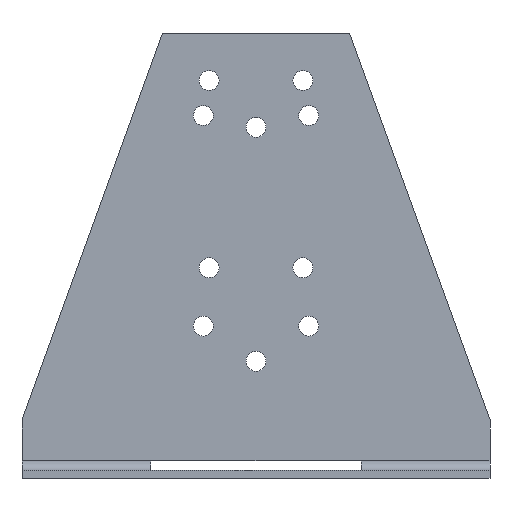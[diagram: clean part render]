
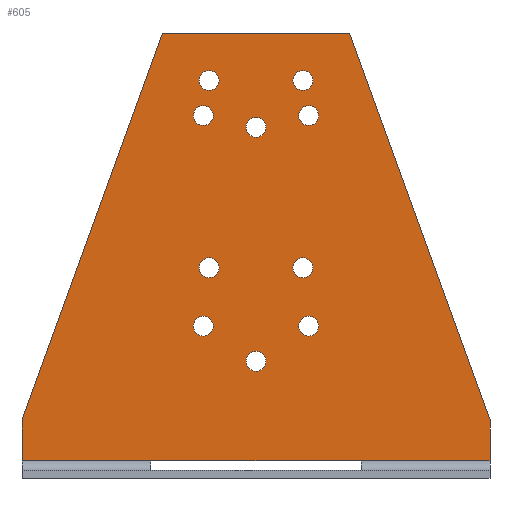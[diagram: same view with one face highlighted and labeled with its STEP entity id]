
A CAD part, front view. The second image highlights one B-rep face of the part: STEP entity #605.
In plain terms, the highlighted planar face has unit normal (0, -1, 0).
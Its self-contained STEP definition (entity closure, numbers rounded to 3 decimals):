
#18=LINE($,#934,#60);
#23=LINE($,#949,#65);
#26=LINE($,#958,#68);
#41=LINE($,#990,#83);
#44=LINE($,#996,#86);
#45=LINE($,#998,#87);
#46=LINE($,#1000,#88);
#47=LINE($,#1001,#89);
#60=VECTOR($,#769,90.);
#65=VECTOR($,#786,55.);
#68=VECTOR($,#795,55.);
#83=VECTOR($,#830,17.5);
#86=VECTOR($,#835,17.5);
#87=VECTOR($,#836,175.57);
#88=VECTOR($,#837,80.);
#89=VECTOR($,#838,175.57);
#109=PLANE($,#674);
#131=FACE_BOUND($,#230,.T.);
#132=FACE_BOUND($,#231,.T.);
#133=FACE_BOUND($,#232,.T.);
#134=FACE_BOUND($,#233,.T.);
#135=FACE_BOUND($,#234,.T.);
#136=FACE_BOUND($,#235,.T.);
#137=FACE_BOUND($,#236,.T.);
#138=FACE_BOUND($,#237,.T.);
#139=FACE_BOUND($,#238,.T.);
#140=FACE_BOUND($,#239,.T.);
#179=FACE_OUTER_BOUND($,#229,.T.);
#229=EDGE_LOOP($,(#509,#510,#511,#512,#513,#514,#515,#516));
#230=EDGE_LOOP($,(#517));
#231=EDGE_LOOP($,(#518));
#232=EDGE_LOOP($,(#519));
#233=EDGE_LOOP($,(#520));
#234=EDGE_LOOP($,(#521));
#235=EDGE_LOOP($,(#522));
#236=EDGE_LOOP($,(#523));
#237=EDGE_LOOP($,(#524));
#238=EDGE_LOOP($,(#525));
#239=EDGE_LOOP($,(#526));
#256=CIRCLE($,#616,4.25);
#258=CIRCLE($,#619,4.25);
#260=CIRCLE($,#622,4.25);
#262=CIRCLE($,#625,4.25);
#264=CIRCLE($,#628,4.25);
#266=CIRCLE($,#631,4.25);
#272=CIRCLE($,#640,4.25);
#274=CIRCLE($,#643,4.25);
#276=CIRCLE($,#646,4.25);
#278=CIRCLE($,#649,4.25);
#288=VERTEX_POINT($,#860);
#290=VERTEX_POINT($,#865);
#292=VERTEX_POINT($,#870);
#294=VERTEX_POINT($,#875);
#296=VERTEX_POINT($,#880);
#298=VERTEX_POINT($,#885);
#304=VERTEX_POINT($,#900);
#306=VERTEX_POINT($,#905);
#308=VERTEX_POINT($,#910);
#310=VERTEX_POINT($,#915);
#316=VERTEX_POINT($,#929);
#317=VERTEX_POINT($,#933);
#321=VERTEX_POINT($,#948);
#324=VERTEX_POINT($,#956);
#331=VERTEX_POINT($,#989);
#333=VERTEX_POINT($,#995);
#334=VERTEX_POINT($,#997);
#335=VERTEX_POINT($,#999);
#340=EDGE_CURVE($,#288,#288,#256,.T.);
#342=EDGE_CURVE($,#290,#290,#258,.T.);
#344=EDGE_CURVE($,#292,#292,#260,.T.);
#346=EDGE_CURVE($,#294,#294,#262,.T.);
#348=EDGE_CURVE($,#296,#296,#264,.T.);
#350=EDGE_CURVE($,#298,#298,#266,.T.);
#356=EDGE_CURVE($,#304,#304,#272,.T.);
#358=EDGE_CURVE($,#306,#306,#274,.T.);
#360=EDGE_CURVE($,#308,#308,#276,.T.);
#362=EDGE_CURVE($,#310,#310,#278,.T.);
#370=EDGE_CURVE($,#316,#317,#18,.T.);
#378=EDGE_CURVE($,#321,#316,#23,.T.);
#383=EDGE_CURVE($,#317,#324,#26,.T.);
#399=EDGE_CURVE($,#321,#331,#41,.T.);
#402=EDGE_CURVE($,#333,#324,#44,.T.);
#403=EDGE_CURVE($,#334,#333,#45,.T.);
#404=EDGE_CURVE($,#335,#334,#46,.T.);
#405=EDGE_CURVE($,#331,#335,#47,.T.);
#509=ORIENTED_EDGE($,*,*,#378,.T.);
#510=ORIENTED_EDGE($,*,*,#370,.T.);
#511=ORIENTED_EDGE($,*,*,#383,.T.);
#512=ORIENTED_EDGE($,*,*,#402,.F.);
#513=ORIENTED_EDGE($,*,*,#403,.F.);
#514=ORIENTED_EDGE($,*,*,#404,.F.);
#515=ORIENTED_EDGE($,*,*,#405,.F.);
#516=ORIENTED_EDGE($,*,*,#399,.F.);
#517=ORIENTED_EDGE($,*,*,#340,.T.);
#518=ORIENTED_EDGE($,*,*,#342,.T.);
#519=ORIENTED_EDGE($,*,*,#344,.T.);
#520=ORIENTED_EDGE($,*,*,#346,.T.);
#521=ORIENTED_EDGE($,*,*,#348,.T.);
#522=ORIENTED_EDGE($,*,*,#350,.T.);
#523=ORIENTED_EDGE($,*,*,#356,.T.);
#524=ORIENTED_EDGE($,*,*,#358,.T.);
#525=ORIENTED_EDGE($,*,*,#360,.T.);
#526=ORIENTED_EDGE($,*,*,#362,.T.);
#605=ADVANCED_FACE($,(#179,#131,#132,#133,#134,#135,#136,#137,#138,#139,
#140),#109,.T.);
#616=AXIS2_PLACEMENT_3D($,#861,#686,#687);
#619=AXIS2_PLACEMENT_3D($,#866,#692,#693);
#622=AXIS2_PLACEMENT_3D($,#871,#698,#699);
#625=AXIS2_PLACEMENT_3D($,#876,#704,#705);
#628=AXIS2_PLACEMENT_3D($,#881,#710,#711);
#631=AXIS2_PLACEMENT_3D($,#886,#716,#717);
#640=AXIS2_PLACEMENT_3D($,#901,#734,#735);
#643=AXIS2_PLACEMENT_3D($,#906,#740,#741);
#646=AXIS2_PLACEMENT_3D($,#911,#746,#747);
#649=AXIS2_PLACEMENT_3D($,#916,#752,#753);
#674=AXIS2_PLACEMENT_3D($,#994,#833,#834);
#686=DIRECTION('center_axis',(0.,1.,0.));
#687=DIRECTION('ref_axis',(1.,0.,0.));
#692=DIRECTION('center_axis',(0.,1.,0.));
#693=DIRECTION('ref_axis',(1.,0.,0.));
#698=DIRECTION('center_axis',(0.,1.,0.));
#699=DIRECTION('ref_axis',(1.,0.,0.));
#704=DIRECTION('center_axis',(0.,1.,0.));
#705=DIRECTION('ref_axis',(1.,0.,0.));
#710=DIRECTION('center_axis',(0.,1.,0.));
#711=DIRECTION('ref_axis',(1.,0.,0.));
#716=DIRECTION('center_axis',(0.,1.,0.));
#717=DIRECTION('ref_axis',(1.,0.,0.));
#734=DIRECTION('center_axis',(0.,1.,0.));
#735=DIRECTION('ref_axis',(1.,0.,0.));
#740=DIRECTION('center_axis',(0.,1.,0.));
#741=DIRECTION('ref_axis',(1.,0.,0.));
#746=DIRECTION('center_axis',(0.,1.,0.));
#747=DIRECTION('ref_axis',(1.,0.,0.));
#752=DIRECTION('center_axis',(0.,1.,0.));
#753=DIRECTION('ref_axis',(1.,0.,0.));
#769=DIRECTION($,(1.,0.,0.));
#786=DIRECTION($,(1.,0.,0.));
#795=DIRECTION($,(1.,0.,0.));
#830=DIRECTION($,(0.,0.,1.));
#833=DIRECTION('center_axis',(0.,-1.,0.));
#834=DIRECTION('ref_axis',(1.,0.,0.));
#835=DIRECTION($,(0.,0.,-1.));
#836=DIRECTION($,(0.342,0.,-0.94));
#837=DIRECTION($,(1.,0.,0.));
#838=DIRECTION($,(0.342,0.,0.94));
#860=CARTESIAN_POINT('',(81.75,-3.5,65.));
#861=CARTESIAN_POINT('Origin',(77.5,-3.5,65.));
#865=CARTESIAN_POINT('',(126.75,-3.5,65.));
#866=CARTESIAN_POINT('Origin',(122.5,-3.5,65.));
#870=CARTESIAN_POINT('',(81.75,-3.5,155.));
#871=CARTESIAN_POINT('Origin',(77.5,-3.5,155.));
#875=CARTESIAN_POINT('',(126.75,-3.5,155.));
#876=CARTESIAN_POINT('Origin',(122.5,-3.5,155.));
#880=CARTESIAN_POINT('',(104.25,-3.5,50.));
#881=CARTESIAN_POINT('Origin',(100.,-3.5,50.));
#885=CARTESIAN_POINT('',(104.25,-3.5,150.));
#886=CARTESIAN_POINT('Origin',(100.,-3.5,150.));
#900=CARTESIAN_POINT('',(84.25,-3.5,90.));
#901=CARTESIAN_POINT('Origin',(80.,-3.5,90.));
#905=CARTESIAN_POINT('',(124.25,-3.5,90.));
#906=CARTESIAN_POINT('Origin',(120.,-3.5,90.));
#910=CARTESIAN_POINT('',(84.25,-3.5,170.));
#911=CARTESIAN_POINT('Origin',(80.,-3.5,170.));
#915=CARTESIAN_POINT('',(124.25,-3.5,170.));
#916=CARTESIAN_POINT('Origin',(120.,-3.5,170.));
#929=CARTESIAN_POINT('',(55.,-3.5,7.5));
#933=CARTESIAN_POINT('',(145.,-3.5,7.5));
#934=CARTESIAN_POINT($,(55.,-3.5,7.5));
#948=CARTESIAN_POINT('',(0.,-3.5,7.5));
#949=CARTESIAN_POINT($,(0.,-3.5,7.5));
#956=CARTESIAN_POINT('',(200.,-3.5,7.5));
#958=CARTESIAN_POINT($,(145.,-3.5,7.5));
#989=CARTESIAN_POINT('',(0.,-3.5,25.));
#990=CARTESIAN_POINT($,(0.,-3.5,7.5));
#994=CARTESIAN_POINT('Origin',(100.,-3.5,78.651));
#995=CARTESIAN_POINT('',(200.,-3.5,25.));
#996=CARTESIAN_POINT($,(200.,-3.5,25.));
#997=CARTESIAN_POINT('',(140.,-3.5,190.));
#998=CARTESIAN_POINT($,(140.,-3.5,190.));
#999=CARTESIAN_POINT('',(60.,-3.5,190.));
#1000=CARTESIAN_POINT($,(60.,-3.5,190.));
#1001=CARTESIAN_POINT($,(0.,-3.5,25.));
